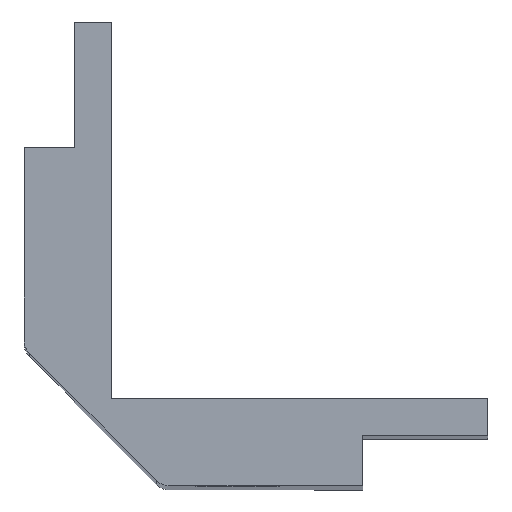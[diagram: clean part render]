
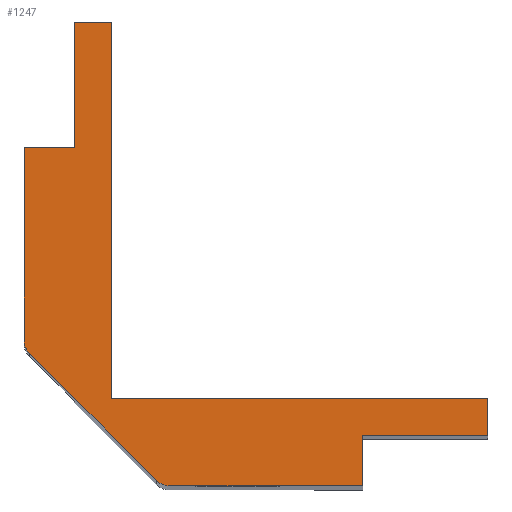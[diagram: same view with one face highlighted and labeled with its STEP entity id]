
A CAD part, top view. The second image highlights one B-rep face of the part: STEP entity #1247.
In plain terms, the highlighted planar face has unit normal (0, 0, 1).
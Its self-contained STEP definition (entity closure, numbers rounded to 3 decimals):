
#16 = ORIENTED_EDGE ( 'NONE', *, *, #291, .T. ) ;
#31 = FACE_OUTER_BOUND ( 'NONE', #1647, .T. ) ;
#36 = DIRECTION ( 'NONE',  ( 1., 0., 0. ) ) ;
#41 = VECTOR ( 'NONE', #519, 1000. ) ;
#63 = CARTESIAN_POINT ( 'NONE',  ( -7., 7., 280. ) ) ;
#67 = CARTESIAN_POINT ( 'NONE',  ( -7., 4., 280. ) ) ;
#71 = VECTOR ( 'NONE', #768, 1000. ) ;
#83 = VECTOR ( 'NONE', #447, 1000. ) ;
#106 = CARTESIAN_POINT ( 'NONE',  ( 30., 0., 280. ) ) ;
#108 = EDGE_CURVE ( 'NONE', #420, #1044, #576, .T. ) ;
#120 = ORIENTED_EDGE ( 'NONE', *, *, #1362, .T. ) ;
#122 = CARTESIAN_POINT ( 'NONE',  ( -6.561, 3.561, 280. ) ) ;
#146 = CIRCLE ( 'NONE', #1739, 1.5 ) ;
#156 = ORIENTED_EDGE ( 'NONE', *, *, #108, .T. ) ;
#157 = DIRECTION ( 'NONE',  ( 0., 0., 1. ) ) ;
#162 = VERTEX_POINT ( 'NONE', #605 ) ;
#165 = DIRECTION ( 'NONE',  ( 1., 0., 0. ) ) ;
#193 = VECTOR ( 'NONE', #1626, 1000. ) ;
#212 = CARTESIAN_POINT ( 'NONE',  ( 20., 0., 280. ) ) ;
#220 = CARTESIAN_POINT ( 'NONE',  ( 4., -7., 280. ) ) ;
#221 = ORIENTED_EDGE ( 'NONE', *, *, #707, .T. ) ;
#290 = CARTESIAN_POINT ( 'NONE',  ( -5.5, 4.621, 280. ) ) ;
#291 = EDGE_CURVE ( 'NONE', #1715, #497, #970, .T. ) ;
#340 = EDGE_CURVE ( 'NONE', #2020, #1115, #618, .T. ) ;
#358 = CARTESIAN_POINT ( 'NONE',  ( 7., -3., 280. ) ) ;
#410 = CARTESIAN_POINT ( 'NONE',  ( 30., -3., 280. ) ) ;
#420 = VERTEX_POINT ( 'NONE', #1786 ) ;
#430 = CARTESIAN_POINT ( 'NONE',  ( 20., -195.898, 280. ) ) ;
#438 = LINE ( 'NONE', #1618, #83 ) ;
#447 = DIRECTION ( 'NONE',  ( 0., 1., 0. ) ) ;
#497 = VERTEX_POINT ( 'NONE', #1365 ) ;
#519 = DIRECTION ( 'NONE',  ( 1., 0., 0. ) ) ;
#559 = EDGE_CURVE ( 'NONE', #420, #497, #1003, .T. ) ;
#576 = LINE ( 'NONE', #63, #1660 ) ;
#583 = CARTESIAN_POINT ( 'NONE',  ( 4.621, -7., 280. ) ) ;
#605 = CARTESIAN_POINT ( 'NONE',  ( 3.561, -6.561, 280. ) ) ;
#618 = LINE ( 'NONE', #2082, #71 ) ;
#627 = EDGE_CURVE ( 'NONE', #1044, #913, #146, .T. ) ;
#643 = VECTOR ( 'NONE', #1862, 1000. ) ;
#659 = ORIENTED_EDGE ( 'NONE', *, *, #1079, .T. ) ;
#691 = CARTESIAN_POINT ( 'NONE',  ( 0., 0., 280. ) ) ;
#702 = CARTESIAN_POINT ( 'NONE',  ( -3., 30., 280. ) ) ;
#707 = EDGE_CURVE ( 'NONE', #162, #1106, #1145, .T. ) ;
#723 = ORIENTED_EDGE ( 'NONE', *, *, #1310, .F. ) ;
#732 = VERTEX_POINT ( 'NONE', #1691 ) ;
#741 = ORIENTED_EDGE ( 'NONE', *, *, #627, .T. ) ;
#757 = VECTOR ( 'NONE', #1078, 1000. ) ;
#766 = DIRECTION ( 'NONE',  ( 1., 0., 0. ) ) ;
#768 = DIRECTION ( 'NONE',  ( 0., -1., 0. ) ) ;
#778 = ORIENTED_EDGE ( 'NONE', *, *, #1816, .T. ) ;
#797 = EDGE_CURVE ( 'NONE', #2020, #845, #868, .T. ) ;
#840 = LINE ( 'NONE', #67, #643 ) ;
#845 = VERTEX_POINT ( 'NONE', #691 ) ;
#865 = CARTESIAN_POINT ( 'NONE',  ( 0., 30., 280. ) ) ;
#868 = LINE ( 'NONE', #212, #1600 ) ;
#876 = DIRECTION ( 'NONE',  ( 0., -1., 0. ) ) ;
#913 = VERTEX_POINT ( 'NONE', #122 ) ;
#966 = CARTESIAN_POINT ( 'NONE',  ( -3., 30., 280. ) ) ;
#970 = LINE ( 'NONE', #1153, #193 ) ;
#1001 = CARTESIAN_POINT ( 'NONE',  ( 0., 0., 280. ) ) ;
#1003 = LINE ( 'NONE', #1707, #1529 ) ;
#1028 = CARTESIAN_POINT ( 'NONE',  ( 20., -7., 280. ) ) ;
#1030 = DIRECTION ( 'NONE',  ( 1., 0., 0. ) ) ;
#1040 = DIRECTION ( 'NONE',  ( 1., 0., 0. ) ) ;
#1044 = VERTEX_POINT ( 'NONE', #2016 ) ;
#1078 = DIRECTION ( 'NONE',  ( 0., 1., 0. ) ) ;
#1079 = EDGE_CURVE ( 'NONE', #913, #162, #840, .T. ) ;
#1106 = VERTEX_POINT ( 'NONE', #583 ) ;
#1115 = VERTEX_POINT ( 'NONE', #410 ) ;
#1143 = VECTOR ( 'NONE', #1040, 1000. ) ;
#1145 = CIRCLE ( 'NONE', #1212, 1.5 ) ;
#1148 = LINE ( 'NONE', #702, #41 ) ;
#1153 = CARTESIAN_POINT ( 'NONE',  ( -3., 20., 280. ) ) ;
#1177 = ORIENTED_EDGE ( 'NONE', *, *, #559, .F. ) ;
#1210 = DIRECTION ( 'NONE',  ( 0., 0., 1. ) ) ;
#1212 = AXIS2_PLACEMENT_3D ( 'NONE', #1942, #157, #165 ) ;
#1247 = ADVANCED_FACE ( 'NONE', ( #31 ), #1502, .T. ) ;
#1286 = EDGE_CURVE ( 'NONE', #1106, #1763, #2028, .T. ) ;
#1310 = EDGE_CURVE ( 'NONE', #1715, #1961, #1148, .T. ) ;
#1352 = DIRECTION ( 'NONE',  ( 1., 0., 0. ) ) ;
#1362 = EDGE_CURVE ( 'NONE', #732, #1115, #1832, .T. ) ;
#1365 = CARTESIAN_POINT ( 'NONE',  ( -3., 20., 280. ) ) ;
#1388 = AXIS2_PLACEMENT_3D ( 'NONE', #1001, #1850, #1352 ) ;
#1502 = PLANE ( 'NONE',  #1388 ) ;
#1515 = ORIENTED_EDGE ( 'NONE', *, *, #1518, .T. ) ;
#1517 = DIRECTION ( 'NONE',  ( -1., 0., 0. ) ) ;
#1518 = EDGE_CURVE ( 'NONE', #1763, #732, #1907, .T. ) ;
#1529 = VECTOR ( 'NONE', #36, 1000. ) ;
#1600 = VECTOR ( 'NONE', #1517, 1000. ) ;
#1603 = ORIENTED_EDGE ( 'NONE', *, *, #797, .T. ) ;
#1612 = ORIENTED_EDGE ( 'NONE', *, *, #340, .F. ) ;
#1618 = CARTESIAN_POINT ( 'NONE',  ( 0., 0., 280. ) ) ;
#1626 = DIRECTION ( 'NONE',  ( 0., -1., 0. ) ) ;
#1632 = VECTOR ( 'NONE', #1030, 1000. ) ;
#1647 = EDGE_LOOP ( 'NONE', ( #1177, #156, #741, #659, #221, #2076, #1515, #120, #1612, #1603, #778, #723, #16 ) ) ;
#1660 = VECTOR ( 'NONE', #876, 1000. ) ;
#1691 = CARTESIAN_POINT ( 'NONE',  ( 20., -3., 280. ) ) ;
#1707 = CARTESIAN_POINT ( 'NONE',  ( -195.898, 20., 280. ) ) ;
#1715 = VERTEX_POINT ( 'NONE', #966 ) ;
#1739 = AXIS2_PLACEMENT_3D ( 'NONE', #290, #1210, #766 ) ;
#1763 = VERTEX_POINT ( 'NONE', #1028 ) ;
#1786 = CARTESIAN_POINT ( 'NONE',  ( -7., 20., 280. ) ) ;
#1816 = EDGE_CURVE ( 'NONE', #845, #1961, #438, .T. ) ;
#1832 = LINE ( 'NONE', #358, #1632 ) ;
#1850 = DIRECTION ( 'NONE',  ( 0., 0., 1. ) ) ;
#1862 = DIRECTION ( 'NONE',  ( 0.707, -0.707, 0. ) ) ;
#1907 = LINE ( 'NONE', #430, #757 ) ;
#1942 = CARTESIAN_POINT ( 'NONE',  ( 4.621, -5.5, 280. ) ) ;
#1961 = VERTEX_POINT ( 'NONE', #865 ) ;
#2016 = CARTESIAN_POINT ( 'NONE',  ( -7., 4.621, 280. ) ) ;
#2020 = VERTEX_POINT ( 'NONE', #106 ) ;
#2028 = LINE ( 'NONE', #220, #1143 ) ;
#2076 = ORIENTED_EDGE ( 'NONE', *, *, #1286, .T. ) ;
#2082 = CARTESIAN_POINT ( 'NONE',  ( 30., 0., 280. ) ) ;
